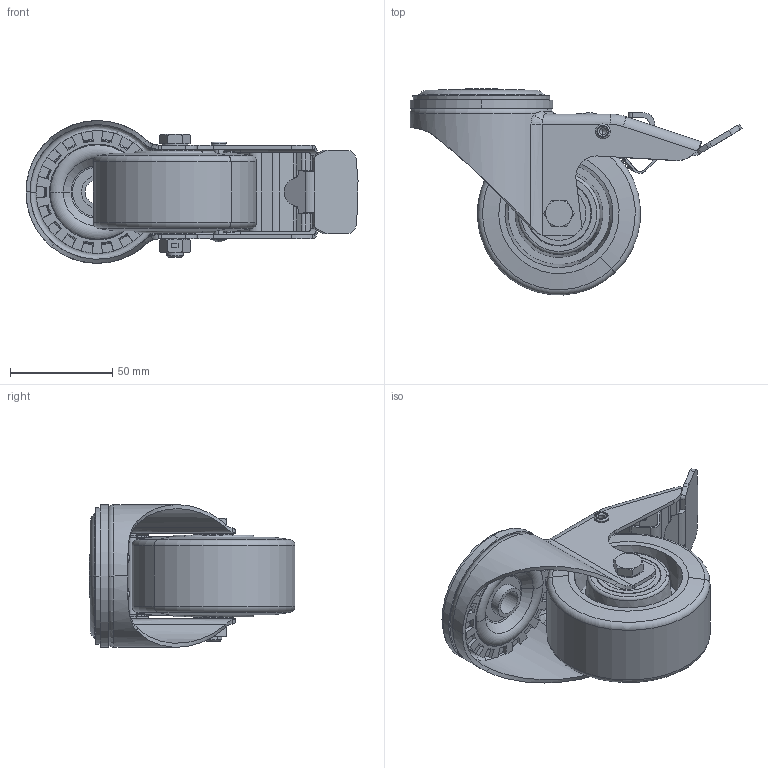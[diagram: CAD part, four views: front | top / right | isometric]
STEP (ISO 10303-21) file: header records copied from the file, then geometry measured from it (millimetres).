
FILE_DESCRIPTION (( 'STEP AP214' ), '1' );
FILE_NAME ('0055815.step', '2023-11-30T10:09:48', ( '' ), ( '' ), 'SwSTEP 2.0', 'SolidWorks 2020', '' );
FILE_SCHEMA (( 'AUTOMOTIVE_DESIGN' ));
Length unit declared in the file: millimetre
Products named in the file (1): 0055815
Bounding box: 162.71 x 100.93 x 70 mm (x, y, z)
Volume: 226718.1 mm3; surface area: 125705.4 mm2
Topology: 20 solids, 22 shells, 1291 faces, 3275 edges, 2020 vertices
Faces by surface type: plane 406, cylinder 390, bspline 214, torus 169, cone 108, sphere 4
Entity records: 64615 total; most frequent: CARTESIAN_POINT 20134, ORIENTED_EDGE 6514, DIRECTION 6109, EDGE_CURVE 3257, AXIS2_PLACEMENT_3D 2394, VERTEX_POINT 2020, EDGE_LOOP 1359, VECTOR 1321
